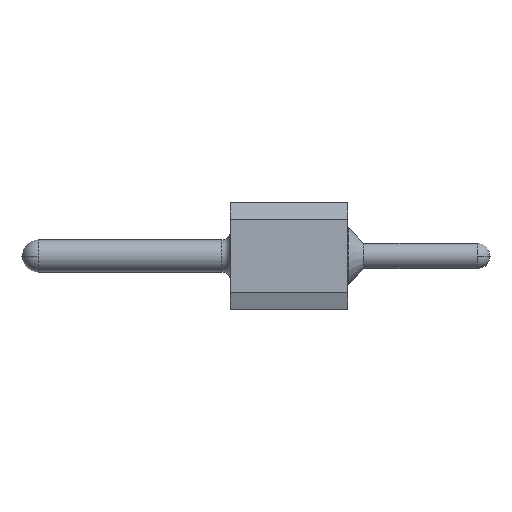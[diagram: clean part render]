
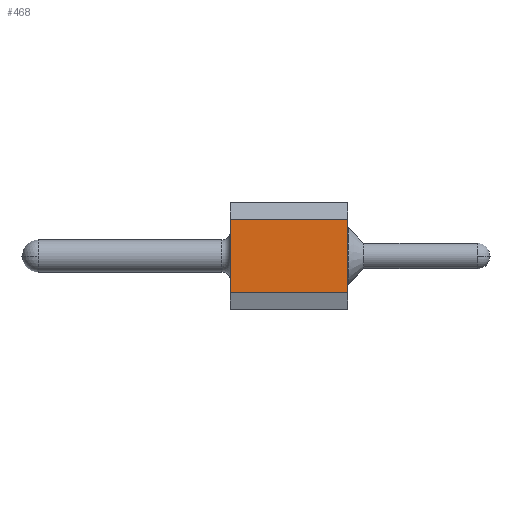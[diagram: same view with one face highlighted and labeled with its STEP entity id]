
A CAD part, left-side view. The second image highlights one B-rep face of the part: STEP entity #468.
In plain terms, the highlighted planar face has unit normal (-1, 0, 0).
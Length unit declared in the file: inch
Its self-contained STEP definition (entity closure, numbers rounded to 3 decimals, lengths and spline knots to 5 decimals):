
#282 = FACE_OUTER_BOUND ( 'NONE', #7482, .T. ) ;
#283 = DIRECTION ( 'NONE',  ( 0., 1., 0. ) ) ;
#468 = ADVANCED_FACE ( 'NONE', ( #282 ), #3282, .T. ) ;
#880 = DIRECTION ( 'NONE',  ( 0., 0., 1. ) ) ;
#1508 = LINE ( 'NONE', #5012, #3954 ) ;
#1699 = EDGE_CURVE ( 'NONE', #6584, #7298, #7426, .T. ) ;
#1911 = EDGE_CURVE ( 'NONE', #5607, #7298, #4783, .T. ) ;
#1914 = VECTOR ( 'NONE', #3500, 39.37008 ) ;
#2110 = CARTESIAN_POINT ( 'NONE',  ( -0.01203, 0., -0.08425 ) ) ;
#2837 = VERTEX_POINT ( 'NONE', #3339 ) ;
#2986 = EDGE_CURVE ( 'NONE', #2837, #6584, #5369, .T. ) ;
#3144 = VECTOR ( 'NONE', #4859, 39.37008 ) ;
#3282 = PLANE ( 'NONE',  #7368 ) ;
#3339 = CARTESIAN_POINT ( 'NONE',  ( -0.01203, -0.11, -0.08425 ) ) ;
#3500 = DIRECTION ( 'NONE',  ( 0., 0., 1. ) ) ;
#3639 = ORIENTED_EDGE ( 'NONE', *, *, #5993, .F. ) ;
#3954 = VECTOR ( 'NONE', #283, 39.37008 ) ;
#4017 = VECTOR ( 'NONE', #5631, 39.37008 ) ;
#4023 = CARTESIAN_POINT ( 'NONE',  ( -0.01203, -0.11, -0.01575 ) ) ;
#4460 = DIRECTION ( 'NONE',  ( -1., 0., 0. ) ) ;
#4783 = LINE ( 'NONE', #6608, #3144 ) ;
#4859 = DIRECTION ( 'NONE',  ( 0., 0., 1. ) ) ;
#5012 = CARTESIAN_POINT ( 'NONE',  ( -0.01203, -0.11, -0.08425 ) ) ;
#5125 = CARTESIAN_POINT ( 'NONE',  ( -0.01203, -0.11, -0.08425 ) ) ;
#5369 = LINE ( 'NONE', #7628, #1914 ) ;
#5404 = ORIENTED_EDGE ( 'NONE', *, *, #2986, .T. ) ;
#5607 = VERTEX_POINT ( 'NONE', #2110 ) ;
#5631 = DIRECTION ( 'NONE',  ( 0., 1., 0. ) ) ;
#5993 = EDGE_CURVE ( 'NONE', #2837, #5607, #1508, .T. ) ;
#6219 = CARTESIAN_POINT ( 'NONE',  ( -0.01203, -0.11, -0.01575 ) ) ;
#6389 = CARTESIAN_POINT ( 'NONE',  ( -0.01203, 0., -0.01575 ) ) ;
#6584 = VERTEX_POINT ( 'NONE', #4023 ) ;
#6607 = ORIENTED_EDGE ( 'NONE', *, *, #1911, .F. ) ;
#6608 = CARTESIAN_POINT ( 'NONE',  ( -0.01203, 0., -0.08425 ) ) ;
#7005 = ORIENTED_EDGE ( 'NONE', *, *, #1699, .T. ) ;
#7298 = VERTEX_POINT ( 'NONE', #6389 ) ;
#7368 = AXIS2_PLACEMENT_3D ( 'NONE', #5125, #4460, #880 ) ;
#7426 = LINE ( 'NONE', #6219, #4017 ) ;
#7482 = EDGE_LOOP ( 'NONE', ( #6607, #3639, #5404, #7005 ) ) ;
#7628 = CARTESIAN_POINT ( 'NONE',  ( -0.01203, -0.11, -0.08425 ) ) ;
